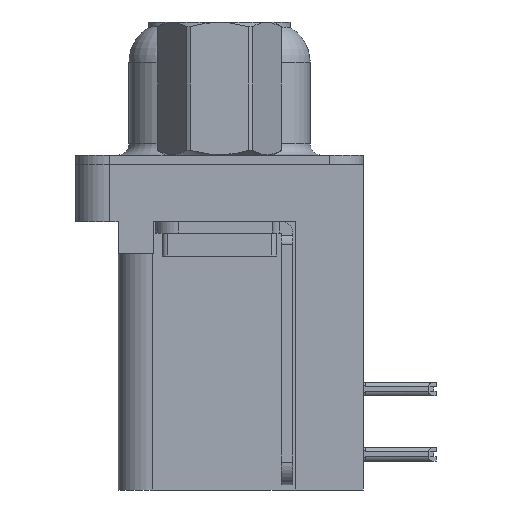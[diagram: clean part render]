
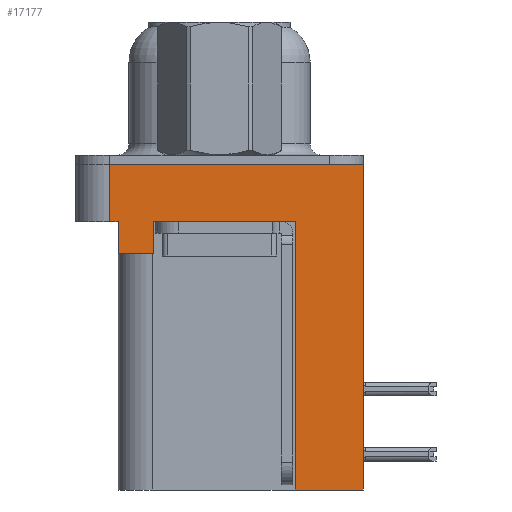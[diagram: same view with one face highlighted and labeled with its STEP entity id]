
A CAD part, left-side view. The second image highlights one B-rep face of the part: STEP entity #17177.
In plain terms, the highlighted planar face has unit normal (-1, 0, 0).
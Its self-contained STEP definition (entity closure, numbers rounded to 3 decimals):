
#129 = CARTESIAN_POINT ( 'NONE',  ( -2.91, -6.275, -2.5 ) ) ;
#752 = VECTOR ( 'NONE', #8031, 1000. ) ;
#767 = ORIENTED_EDGE ( 'NONE', *, *, #6851, .T. ) ;
#931 = CARTESIAN_POINT ( 'NONE',  ( -2.91, -6.275, 0. ) ) ;
#1074 = CARTESIAN_POINT ( 'NONE',  ( -2.91, 4.425, -3.9 ) ) ;
#1111 = CARTESIAN_POINT ( 'NONE',  ( -2.91, 4.425, -3.9 ) ) ;
#1392 = EDGE_CURVE ( 'NONE', #27122, #24369, #27303, .T. ) ;
#1487 = ORIENTED_EDGE ( 'NONE', *, *, #11108, .F. ) ;
#2177 = VERTEX_POINT ( 'NONE', #9639 ) ;
#3894 = LINE ( 'NONE', #17348, #24717 ) ;
#4044 = VECTOR ( 'NONE', #27426, 1000. ) ;
#4423 = VERTEX_POINT ( 'NONE', #28353 ) ;
#4500 = FACE_OUTER_BOUND ( 'NONE', #28358, .T. ) ;
#4865 = DIRECTION ( 'NONE',  ( 0., 0., 1. ) ) ;
#4926 = CARTESIAN_POINT ( 'NONE',  ( -2.91, -6.275, -2.5 ) ) ;
#5397 = VERTEX_POINT ( 'NONE', #7364 ) ;
#5756 = VERTEX_POINT ( 'NONE', #9939 ) ;
#6570 = VECTOR ( 'NONE', #20416, 1000. ) ;
#6851 = EDGE_CURVE ( 'NONE', #28511, #5397, #11571, .T. ) ;
#6936 = VECTOR ( 'NONE', #20137, 1000. ) ;
#6997 = CARTESIAN_POINT ( 'NONE',  ( -2.91, -3.295, -14.2 ) ) ;
#7164 = VECTOR ( 'NONE', #23549, 1000. ) ;
#7364 = CARTESIAN_POINT ( 'NONE',  ( -2.91, 2.895, -2.5 ) ) ;
#8031 = DIRECTION ( 'NONE',  ( 0., -1., 0. ) ) ;
#8402 = DIRECTION ( 'NONE',  ( 0., 0., 1. ) ) ;
#8445 = DIRECTION ( 'NONE',  ( 0., -1., 0. ) ) ;
#8488 = CARTESIAN_POINT ( 'NONE',  ( -2.91, -3.295, -14.2 ) ) ;
#8623 = ORIENTED_EDGE ( 'NONE', *, *, #22300, .F. ) ;
#8706 = ORIENTED_EDGE ( 'NONE', *, *, #28638, .T. ) ;
#8725 = EDGE_CURVE ( 'NONE', #2177, #11162, #28159, .T. ) ;
#8882 = DIRECTION ( 'NONE',  ( 0., 0., 1. ) ) ;
#9330 = CARTESIAN_POINT ( 'NONE',  ( -2.91, 4.425, -3.9 ) ) ;
#9639 = CARTESIAN_POINT ( 'NONE',  ( -2.91, 4.775, -2.5 ) ) ;
#9652 = ORIENTED_EDGE ( 'NONE', *, *, #8725, .T. ) ;
#9743 = VECTOR ( 'NONE', #4865, 1000. ) ;
#9798 = VERTEX_POINT ( 'NONE', #1074 ) ;
#9939 = CARTESIAN_POINT ( 'NONE',  ( -2.91, -3.295, -2.5 ) ) ;
#10070 = CARTESIAN_POINT ( 'NONE',  ( -2.91, 4.775, 0. ) ) ;
#10128 = VECTOR ( 'NONE', #8882, 1000. ) ;
#10597 = EDGE_CURVE ( 'NONE', #5397, #5756, #3894, .T. ) ;
#11108 = EDGE_CURVE ( 'NONE', #12549, #4423, #25875, .T. ) ;
#11162 = VERTEX_POINT ( 'NONE', #28632 ) ;
#11571 = LINE ( 'NONE', #15912, #6570 ) ;
#11647 = LINE ( 'NONE', #9330, #4044 ) ;
#11711 = LINE ( 'NONE', #4926, #6936 ) ;
#12549 = VERTEX_POINT ( 'NONE', #25881 ) ;
#12551 = LINE ( 'NONE', #1111, #20129 ) ;
#12759 = DIRECTION ( 'NONE',  ( -1., 0., 0. ) ) ;
#13322 = PLANE ( 'NONE',  #17169 ) ;
#13524 = LINE ( 'NONE', #22371, #9743 ) ;
#13882 = CARTESIAN_POINT ( 'NONE',  ( -2.91, 2.895, -3.9 ) ) ;
#15823 = EDGE_CURVE ( 'NONE', #2177, #27122, #13524, .T. ) ;
#15912 = CARTESIAN_POINT ( 'NONE',  ( -2.91, 2.895, -3.9 ) ) ;
#17169 = AXIS2_PLACEMENT_3D ( 'NONE', #129, #12759, #8402 ) ;
#17177 = ADVANCED_FACE ( 'NONE', ( #4500 ), #13322, .T. ) ;
#17348 = CARTESIAN_POINT ( 'NONE',  ( -2.91, -6.275, -2.5 ) ) ;
#17760 = CARTESIAN_POINT ( 'NONE',  ( -2.91, -6.275, 0. ) ) ;
#17982 = ORIENTED_EDGE ( 'NONE', *, *, #27462, .F. ) ;
#19310 = CARTESIAN_POINT ( 'NONE',  ( -2.91, -6.275, -2.5 ) ) ;
#19731 = ORIENTED_EDGE ( 'NONE', *, *, #15823, .F. ) ;
#20129 = VECTOR ( 'NONE', #23423, 1000. ) ;
#20137 = DIRECTION ( 'NONE',  ( 0., 0., 1. ) ) ;
#20416 = DIRECTION ( 'NONE',  ( 0., 0., 1. ) ) ;
#22210 = ORIENTED_EDGE ( 'NONE', *, *, #10597, .T. ) ;
#22300 = EDGE_CURVE ( 'NONE', #28511, #9798, #12551, .T. ) ;
#22371 = CARTESIAN_POINT ( 'NONE',  ( -2.91, 4.775, -2.5 ) ) ;
#23423 = DIRECTION ( 'NONE',  ( 0., 1., 0. ) ) ;
#23549 = DIRECTION ( 'NONE',  ( 0., 1., 0. ) ) ;
#23800 = ORIENTED_EDGE ( 'NONE', *, *, #1392, .F. ) ;
#24159 = DIRECTION ( 'NONE',  ( 0., -1., 0. ) ) ;
#24369 = VERTEX_POINT ( 'NONE', #17760 ) ;
#24516 = LINE ( 'NONE', #6997, #10128 ) ;
#24717 = VECTOR ( 'NONE', #24159, 1000. ) ;
#25470 = EDGE_CURVE ( 'NONE', #9798, #11162, #11647, .T. ) ;
#25875 = LINE ( 'NONE', #8488, #7164 ) ;
#25881 = CARTESIAN_POINT ( 'NONE',  ( -2.91, -6.275, -14.2 ) ) ;
#26947 = VECTOR ( 'NONE', #8445, 1000. ) ;
#27122 = VERTEX_POINT ( 'NONE', #10070 ) ;
#27303 = LINE ( 'NONE', #931, #752 ) ;
#27426 = DIRECTION ( 'NONE',  ( 0., 0., 1. ) ) ;
#27462 = EDGE_CURVE ( 'NONE', #4423, #5756, #24516, .T. ) ;
#28159 = LINE ( 'NONE', #19310, #26947 ) ;
#28353 = CARTESIAN_POINT ( 'NONE',  ( -2.91, -3.295, -14.2 ) ) ;
#28358 = EDGE_LOOP ( 'NONE', ( #23800, #19731, #9652, #28414, #8623, #767, #22210, #17982, #1487, #8706 ) ) ;
#28414 = ORIENTED_EDGE ( 'NONE', *, *, #25470, .F. ) ;
#28511 = VERTEX_POINT ( 'NONE', #13882 ) ;
#28632 = CARTESIAN_POINT ( 'NONE',  ( -2.91, 4.425, -2.5 ) ) ;
#28638 = EDGE_CURVE ( 'NONE', #12549, #24369, #11711, .T. ) ;
